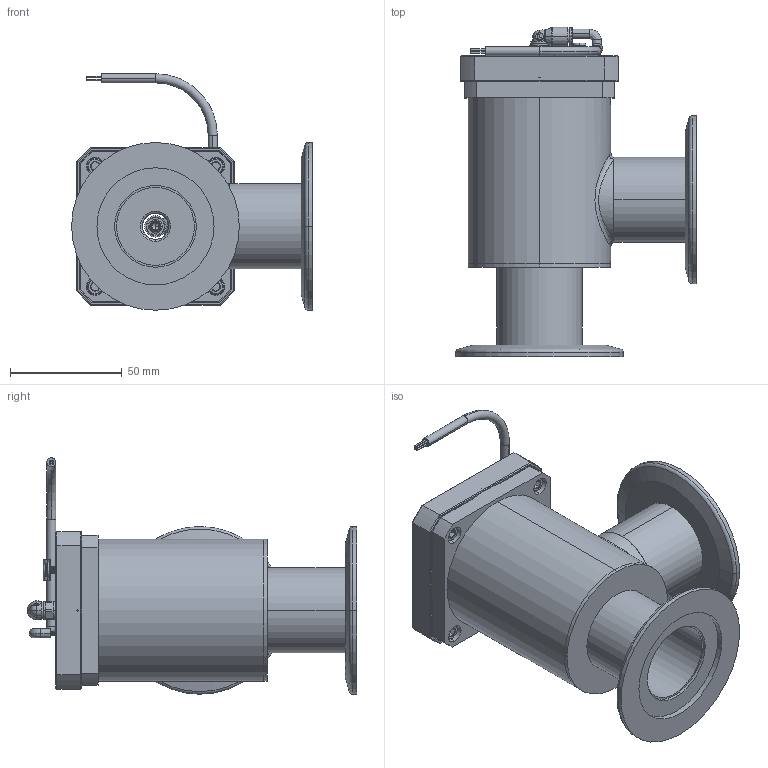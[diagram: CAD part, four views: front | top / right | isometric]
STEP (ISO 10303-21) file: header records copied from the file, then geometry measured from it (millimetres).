
FILE_DESCRIPTION (( 'STEP AP203' ), '1' );
FILE_NAME ('NAP-S05110.STEP', '2023-06-23T19:14:39', ( '' ), ( '' ), 'SwSTEP 2.0', 'SolidWorks 2020', '' );
FILE_SCHEMA (( 'CONFIG_CONTROL_DESIGN' ));
Length unit declared in the file: inch
Products named in the file (1): NAP-S05110
Bounding box: 107.57 x 147.18 x 105.63 mm (x, y, z)
Volume: 140049.2 mm3; surface area: 146184 mm2
Topology: 33 solids, 33 shells, 2280 faces, 6111 edges, 3970 vertices
Faces by surface type: plane 854, cylinder 676, cone 508, bspline 135, torus 104, sphere 3
Entity records: 88466 total; most frequent: CARTESIAN_POINT 33886, ORIENTED_EDGE 12218, DIRECTION 10693, EDGE_CURVE 6109, AXIS2_PLACEMENT_3D 3984, VERTEX_POINT 3970, VECTOR 2725, LINE 2725
